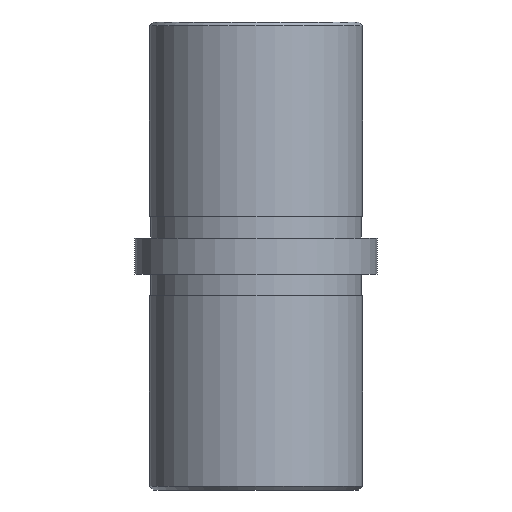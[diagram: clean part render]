
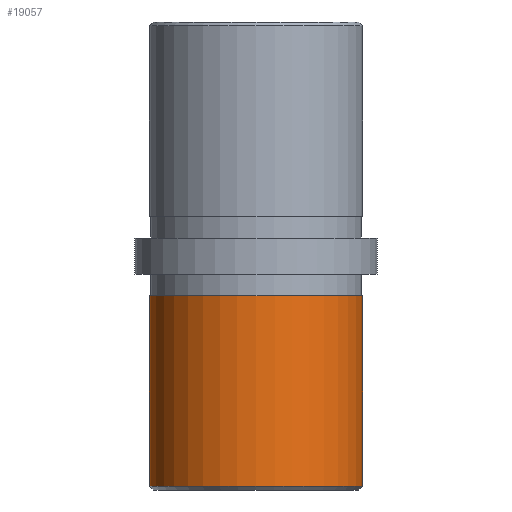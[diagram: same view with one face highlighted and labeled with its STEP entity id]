
A CAD part, front view. The second image highlights one B-rep face of the part: STEP entity #19057.
In plain terms, the highlighted cylindrical face has radius 14.8 mm (diameter 29.6 mm), a partial arc.
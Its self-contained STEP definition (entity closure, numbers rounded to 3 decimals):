
#180 = ORIENTED_EDGE ( 'NONE', *, *, #7492, .F. ) ;
#495 = DIRECTION ( 'NONE',  ( 0., 0., 1. ) ) ;
#602 = CIRCLE ( 'NONE', #9993, 14.8 ) ;
#1727 = EDGE_CURVE ( 'NONE', #12070, #19810, #4797, .T. ) ;
#1746 = ORIENTED_EDGE ( 'NONE', *, *, #8358, .T. ) ;
#2228 = DIRECTION ( 'NONE',  ( 0., 0., 1. ) ) ;
#3124 = ORIENTED_EDGE ( 'NONE', *, *, #8766, .T. ) ;
#4083 = CARTESIAN_POINT ( 'NONE',  ( -14.8, 0., -32.5 ) ) ;
#4789 = FACE_OUTER_BOUND ( 'NONE', #19936, .T. ) ;
#4797 = CIRCLE ( 'NONE', #9785, 14.8 ) ;
#5353 = CARTESIAN_POINT ( 'NONE',  ( -14.8, 0., -5.5 ) ) ;
#5636 = VECTOR ( 'NONE', #2228, 1000. ) ;
#5817 = AXIS2_PLACEMENT_3D ( 'NONE', #17700, #12352, #15804 ) ;
#6979 = DIRECTION ( 'NONE',  ( -1., 0., 0. ) ) ;
#7492 = EDGE_CURVE ( 'NONE', #10075, #12070, #16958, .T. ) ;
#8358 = EDGE_CURVE ( 'NONE', #16574, #19810, #17203, .T. ) ;
#8766 = EDGE_CURVE ( 'NONE', #10075, #16574, #602, .T. ) ;
#8811 = CARTESIAN_POINT ( 'NONE',  ( 0., 0., -32. ) ) ;
#9095 = DIRECTION ( 'NONE',  ( 0., 0., 1. ) ) ;
#9785 = AXIS2_PLACEMENT_3D ( 'NONE', #14242, #21519, #11378 ) ;
#9993 = AXIS2_PLACEMENT_3D ( 'NONE', #8811, #495, #6979 ) ;
#10075 = VERTEX_POINT ( 'NONE', #14822 ) ;
#11378 = DIRECTION ( 'NONE',  ( 1., 0., 0. ) ) ;
#12070 = VERTEX_POINT ( 'NONE', #5353 ) ;
#12352 = DIRECTION ( 'NONE',  ( 0., 0., 1. ) ) ;
#12490 = CARTESIAN_POINT ( 'NONE',  ( 14.8, 0., -5.5 ) ) ;
#12717 = VECTOR ( 'NONE', #9095, 1000. ) ;
#13736 = CYLINDRICAL_SURFACE ( 'NONE', #5817, 14.8 ) ;
#14242 = CARTESIAN_POINT ( 'NONE',  ( 0., 0., -5.5 ) ) ;
#14822 = CARTESIAN_POINT ( 'NONE',  ( -14.8, 0., -32. ) ) ;
#15070 = CARTESIAN_POINT ( 'NONE',  ( 14.8, 0., -32. ) ) ;
#15608 = CARTESIAN_POINT ( 'NONE',  ( 14.8, 0., -32.5 ) ) ;
#15804 = DIRECTION ( 'NONE',  ( -1., 0., 0. ) ) ;
#16437 = ORIENTED_EDGE ( 'NONE', *, *, #1727, .F. ) ;
#16574 = VERTEX_POINT ( 'NONE', #15070 ) ;
#16958 = LINE ( 'NONE', #4083, #5636 ) ;
#17203 = LINE ( 'NONE', #15608, #12717 ) ;
#17700 = CARTESIAN_POINT ( 'NONE',  ( 0., 0., -32.5 ) ) ;
#19057 = ADVANCED_FACE ( 'NONE', ( #4789 ), #13736, .T. ) ;
#19810 = VERTEX_POINT ( 'NONE', #12490 ) ;
#19936 = EDGE_LOOP ( 'NONE', ( #3124, #1746, #16437, #180 ) ) ;
#21519 = DIRECTION ( 'NONE',  ( 0., 0., 1. ) ) ;
